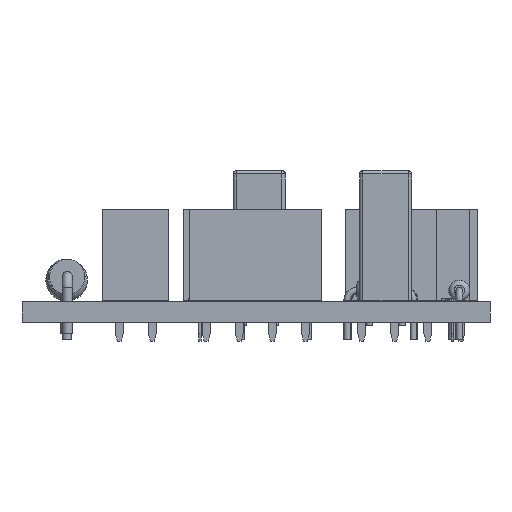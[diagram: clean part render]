
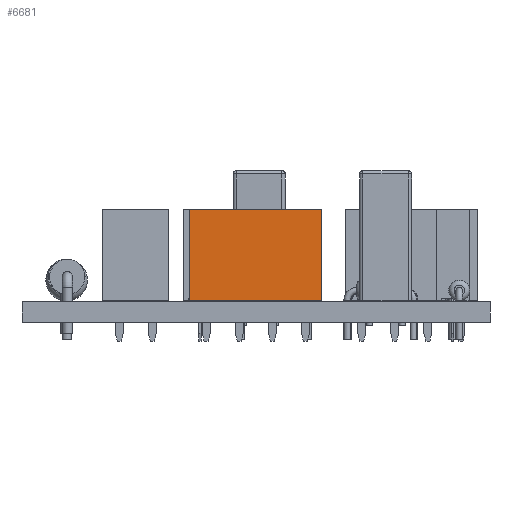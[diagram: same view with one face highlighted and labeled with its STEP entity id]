
A CAD part, left-side view. The second image highlights one B-rep face of the part: STEP entity #6681.
In plain terms, the highlighted face is planar.
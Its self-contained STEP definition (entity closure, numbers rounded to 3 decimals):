
#6681 = ADVANCED_FACE('',(#6682),#6696,.F.);
#6682 = FACE_BOUND('',#6683,.F.);
#6683 = EDGE_LOOP('',(#6684,#6719,#6747,#6775));
#6684 = ORIENTED_EDGE('',*,*,#6685,.T.);
#6685 = EDGE_CURVE('',#6686,#6688,#6690,.T.);
#6686 = VERTEX_POINT('',#6687);
#6687 = CARTESIAN_POINT('',(1.27,-8.89,0.));
#6688 = VERTEX_POINT('',#6689);
#6689 = CARTESIAN_POINT('',(1.27,-8.89,7.));
#6690 = SURFACE_CURVE('',#6691,(#6695,#6707),.PCURVE_S1.);
#6691 = LINE('',#6692,#6693);
#6692 = CARTESIAN_POINT('',(1.27,-8.89,0.));
#6693 = VECTOR('',#6694,1.);
#6694 = DIRECTION('',(0.,0.,1.));
#6695 = PCURVE('',#6696,#6701);
#6696 = PLANE('',#6697);
#6697 = AXIS2_PLACEMENT_3D('',#6698,#6699,#6700);
#6698 = CARTESIAN_POINT('',(1.27,-8.89,0.));
#6699 = DIRECTION('',(-1.,0.,0.));
#6700 = DIRECTION('',(0.,1.,0.));
#6701 = DEFINITIONAL_REPRESENTATION('',(#6702),#6706);
#6702 = LINE('',#6703,#6704);
#6703 = CARTESIAN_POINT('',(0.,0.));
#6704 = VECTOR('',#6705,1.);
#6705 = DIRECTION('',(0.,-1.));
#6706 = ( GEOMETRIC_REPRESENTATION_CONTEXT(2) 
PARAMETRIC_REPRESENTATION_CONTEXT() REPRESENTATION_CONTEXT('2D SPACE',''
  ) );
#6707 = PCURVE('',#6708,#6713);
#6708 = PLANE('',#6709);
#6709 = AXIS2_PLACEMENT_3D('',#6710,#6711,#6712);
#6710 = CARTESIAN_POINT('',(-1.27,-8.89,0.));
#6711 = DIRECTION('',(0.,1.,0.));
#6712 = DIRECTION('',(1.,0.,0.));
#6713 = DEFINITIONAL_REPRESENTATION('',(#6714),#6718);
#6714 = LINE('',#6715,#6716);
#6715 = CARTESIAN_POINT('',(2.54,0.));
#6716 = VECTOR('',#6717,1.);
#6717 = DIRECTION('',(0.,-1.));
#6718 = ( GEOMETRIC_REPRESENTATION_CONTEXT(2) 
PARAMETRIC_REPRESENTATION_CONTEXT() REPRESENTATION_CONTEXT('2D SPACE',''
  ) );
#6719 = ORIENTED_EDGE('',*,*,#6720,.T.);
#6720 = EDGE_CURVE('',#6688,#6721,#6723,.T.);
#6721 = VERTEX_POINT('',#6722);
#6722 = CARTESIAN_POINT('',(1.27,1.27,7.));
#6723 = SURFACE_CURVE('',#6724,(#6728,#6735),.PCURVE_S1.);
#6724 = LINE('',#6725,#6726);
#6725 = CARTESIAN_POINT('',(1.27,-8.89,7.));
#6726 = VECTOR('',#6727,1.);
#6727 = DIRECTION('',(0.,1.,0.));
#6728 = PCURVE('',#6696,#6729);
#6729 = DEFINITIONAL_REPRESENTATION('',(#6730),#6734);
#6730 = LINE('',#6731,#6732);
#6731 = CARTESIAN_POINT('',(0.,-7.));
#6732 = VECTOR('',#6733,1.);
#6733 = DIRECTION('',(1.,0.));
#6734 = ( GEOMETRIC_REPRESENTATION_CONTEXT(2) 
PARAMETRIC_REPRESENTATION_CONTEXT() REPRESENTATION_CONTEXT('2D SPACE',''
  ) );
#6735 = PCURVE('',#6736,#6741);
#6736 = PLANE('',#6737);
#6737 = AXIS2_PLACEMENT_3D('',#6738,#6739,#6740);
#6738 = CARTESIAN_POINT('',(1.27,-8.89,7.));
#6739 = DIRECTION('',(0.,0.,-1.));
#6740 = DIRECTION('',(0.,-1.,0.));
#6741 = DEFINITIONAL_REPRESENTATION('',(#6742),#6746);
#6742 = LINE('',#6743,#6744);
#6743 = CARTESIAN_POINT('',(0.,0.));
#6744 = VECTOR('',#6745,1.);
#6745 = DIRECTION('',(-1.,0.));
#6746 = ( GEOMETRIC_REPRESENTATION_CONTEXT(2) 
PARAMETRIC_REPRESENTATION_CONTEXT() REPRESENTATION_CONTEXT('2D SPACE',''
  ) );
#6747 = ORIENTED_EDGE('',*,*,#6748,.F.);
#6748 = EDGE_CURVE('',#6749,#6721,#6751,.T.);
#6749 = VERTEX_POINT('',#6750);
#6750 = CARTESIAN_POINT('',(1.27,1.27,0.));
#6751 = SURFACE_CURVE('',#6752,(#6756,#6763),.PCURVE_S1.);
#6752 = LINE('',#6753,#6754);
#6753 = CARTESIAN_POINT('',(1.27,1.27,0.));
#6754 = VECTOR('',#6755,1.);
#6755 = DIRECTION('',(0.,0.,1.));
#6756 = PCURVE('',#6696,#6757);
#6757 = DEFINITIONAL_REPRESENTATION('',(#6758),#6762);
#6758 = LINE('',#6759,#6760);
#6759 = CARTESIAN_POINT('',(10.16,0.));
#6760 = VECTOR('',#6761,1.);
#6761 = DIRECTION('',(0.,-1.));
#6762 = ( GEOMETRIC_REPRESENTATION_CONTEXT(2) 
PARAMETRIC_REPRESENTATION_CONTEXT() REPRESENTATION_CONTEXT('2D SPACE',''
  ) );
#6763 = PCURVE('',#6764,#6769);
#6764 = PLANE('',#6765);
#6765 = AXIS2_PLACEMENT_3D('',#6766,#6767,#6768);
#6766 = CARTESIAN_POINT('',(1.27,1.27,0.));
#6767 = DIRECTION('',(0.,-1.,0.));
#6768 = DIRECTION('',(-1.,0.,0.));
#6769 = DEFINITIONAL_REPRESENTATION('',(#6770),#6774);
#6770 = LINE('',#6771,#6772);
#6771 = CARTESIAN_POINT('',(0.,0.));
#6772 = VECTOR('',#6773,1.);
#6773 = DIRECTION('',(0.,-1.));
#6774 = ( GEOMETRIC_REPRESENTATION_CONTEXT(2) 
PARAMETRIC_REPRESENTATION_CONTEXT() REPRESENTATION_CONTEXT('2D SPACE',''
  ) );
#6775 = ORIENTED_EDGE('',*,*,#6776,.F.);
#6776 = EDGE_CURVE('',#6686,#6749,#6777,.T.);
#6777 = SURFACE_CURVE('',#6778,(#6782,#6789),.PCURVE_S1.);
#6778 = LINE('',#6779,#6780);
#6779 = CARTESIAN_POINT('',(1.27,-8.89,0.));
#6780 = VECTOR('',#6781,1.);
#6781 = DIRECTION('',(0.,1.,0.));
#6782 = PCURVE('',#6696,#6783);
#6783 = DEFINITIONAL_REPRESENTATION('',(#6784),#6788);
#6784 = LINE('',#6785,#6786);
#6785 = CARTESIAN_POINT('',(0.,0.));
#6786 = VECTOR('',#6787,1.);
#6787 = DIRECTION('',(1.,0.));
#6788 = ( GEOMETRIC_REPRESENTATION_CONTEXT(2) 
PARAMETRIC_REPRESENTATION_CONTEXT() REPRESENTATION_CONTEXT('2D SPACE',''
  ) );
#6789 = PCURVE('',#6790,#6795);
#6790 = PLANE('',#6791);
#6791 = AXIS2_PLACEMENT_3D('',#6792,#6793,#6794);
#6792 = CARTESIAN_POINT('',(1.27,-8.89,0.));
#6793 = DIRECTION('',(0.,0.,-1.));
#6794 = DIRECTION('',(0.,-1.,0.));
#6795 = DEFINITIONAL_REPRESENTATION('',(#6796),#6800);
#6796 = LINE('',#6797,#6798);
#6797 = CARTESIAN_POINT('',(0.,0.));
#6798 = VECTOR('',#6799,1.);
#6799 = DIRECTION('',(-1.,0.));
#6800 = ( GEOMETRIC_REPRESENTATION_CONTEXT(2) 
PARAMETRIC_REPRESENTATION_CONTEXT() REPRESENTATION_CONTEXT('2D SPACE',''
  ) );
